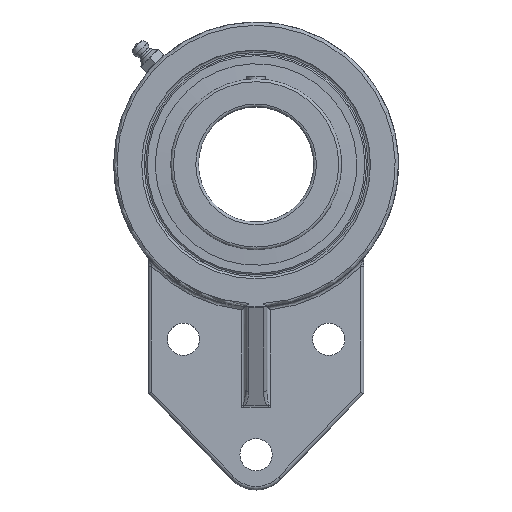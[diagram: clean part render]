
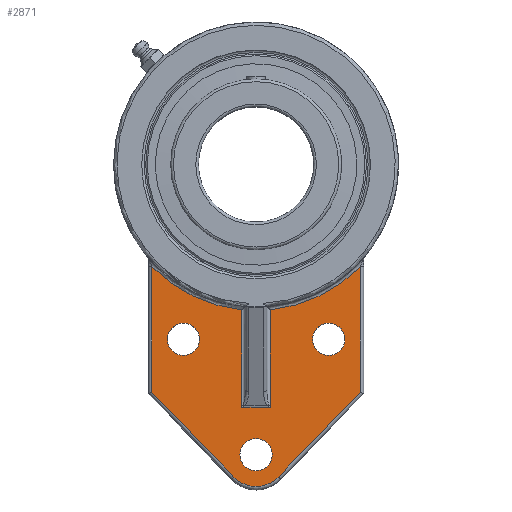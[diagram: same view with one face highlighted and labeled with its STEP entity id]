
A CAD part, top view. The second image highlights one B-rep face of the part: STEP entity #2871.
In plain terms, the highlighted planar face has unit normal (0, 0, 1).
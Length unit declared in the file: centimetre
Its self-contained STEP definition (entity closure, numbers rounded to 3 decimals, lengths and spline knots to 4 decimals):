
#1118=CARTESIAN_POINT('',(-0.527,-9.0263,1.85));
#1119=VERTEX_POINT('',#1118);
#1817=CARTESIAN_POINT('',(0.527,-9.0263,1.85));
#1818=VERTEX_POINT('',#1817);
#2020=CARTESIAN_POINT('',(-4.1397,-9.0263,1.85));
#2021=DIRECTION('',(1.,0.,-0.));
#2022=VECTOR('',#2021,8.2794);
#2023=LINE('',#2020,#2022);
#2024=EDGE_CURVE('',#1119,#1818,#2023,.T.);
#2037=CARTESIAN_POINT('',(0.527,-5.4014,1.85));
#2038=VERTEX_POINT('',#2037);
#2039=CARTESIAN_POINT('',(0.527,-12.2397,1.85));
#2040=DIRECTION('',(-0.,1.,0.));
#2041=VECTOR('',#2040,8.7117);
#2042=LINE('',#2039,#2041);
#2043=EDGE_CURVE('',#1818,#2038,#2042,.T.);
#2074=CARTESIAN_POINT('',(-0.527,-5.4014,1.85));
#2075=VERTEX_POINT('',#2074);
#2093=CARTESIAN_POINT('',(-0.527,-3.528,1.85));
#2094=DIRECTION('',(0.,-1.,0.));
#2095=VECTOR('',#2094,8.7117);
#2096=LINE('',#2093,#2095);
#2097=EDGE_CURVE('',#2075,#1119,#2096,.T.);
#2110=CARTESIAN_POINT('',(3.873,-3.8016,1.85));
#2111=VERTEX_POINT('',#2110);
#2119=CARTESIAN_POINT('',(3.873,-8.4648,1.85));
#2120=VERTEX_POINT('',#2119);
#2121=CARTESIAN_POINT('',(3.873,-3.3371,1.85));
#2122=DIRECTION('',(0.,-1.,0.));
#2123=VECTOR('',#2122,8.9026);
#2124=LINE('',#2121,#2123);
#2125=EDGE_CURVE('',#2111,#2120,#2124,.T.);
#2403=CARTESIAN_POINT('',(-0.8222,-11.624,1.85));
#2404=VERTEX_POINT('',#2403);
#2412=CARTESIAN_POINT('',(-3.873,-8.4648,1.85));
#2413=VERTEX_POINT('',#2412);
#2414=CARTESIAN_POINT('',(-0.2276,-12.2397,1.85));
#2415=DIRECTION('',(-0.695,0.719,0.));
#2416=VECTOR('',#2415,5.8857);
#2417=LINE('',#2414,#2416);
#2418=EDGE_CURVE('',#2404,#2413,#2417,.T.);
#2443=CARTESIAN_POINT('',(-3.873,-3.8016,1.85));
#2444=VERTEX_POINT('',#2443);
#2461=CARTESIAN_POINT('',(-3.873,-12.2397,1.85));
#2462=DIRECTION('',(0.,1.,-0.));
#2463=VECTOR('',#2462,8.9026);
#2464=LINE('',#2461,#2463);
#2465=EDGE_CURVE('',#2413,#2444,#2464,.T.);
#2710=CARTESIAN_POINT('',(0.8222,-11.624,1.85));
#2711=VERTEX_POINT('',#2710);
#2719=CARTESIAN_POINT('',(0.,-10.83,1.85));
#2720=DIRECTION('',(0.,-0.,-1.));
#2721=DIRECTION('',(0.,-1.,0.));
#2722=AXIS2_PLACEMENT_3D('',#2719,#2720,#2721);
#2723=CIRCLE('',#2722,1.143);
#2724=EDGE_CURVE('',#2711,#2404,#2723,.T.);
#2742=CARTESIAN_POINT('',(4.3161,-8.0059,1.85));
#2743=DIRECTION('',(-0.695,-0.719,0.));
#2744=VECTOR('',#2743,5.8857);
#2745=LINE('',#2742,#2744);
#2746=EDGE_CURVE('',#2120,#2711,#2745,.T.);
#2797=CARTESIAN_POINT('',(0.,0.,1.85));
#2798=DIRECTION('',(0.,0.,1.));
#2799=DIRECTION('',(0.449,-0.894,0.));
#2800=AXIS2_PLACEMENT_3D('',#2797,#2798,#2799);
#2801=CIRCLE('',#2800,5.427);
#2802=EDGE_CURVE('',#2038,#2111,#2801,.T.);
#2815=CARTESIAN_POINT('',(-0.,-3.1931,1.85));
#2816=DIRECTION('',(0.,0.,1.));
#2817=DIRECTION('',(1.,0.,0.));
#2818=AXIS2_PLACEMENT_3D('',#2815,#2816,#2817);
#2819=PLANE('',#2818);
#2820=CARTESIAN_POINT('',(2.1,-6.5,1.85));
#2821=VERTEX_POINT('',#2820);
#2822=CARTESIAN_POINT('',(2.7,-6.5,1.85));
#2823=DIRECTION('',(0.,0.,-1.));
#2824=DIRECTION('',(1.,0.,0.));
#2825=AXIS2_PLACEMENT_3D('',#2822,#2823,#2824);
#2826=CIRCLE('',#2825,0.6);
#2827=EDGE_CURVE('',#2821,#2821,#2826,.T.);
#2828=ORIENTED_EDGE('',*,*,#2827,.T.);
#2829=EDGE_LOOP('',(#2828));
#2830=FACE_BOUND('',#2829,.T.);
#2831=CARTESIAN_POINT('',(-0.6,-10.79,1.85));
#2832=VERTEX_POINT('',#2831);
#2833=CARTESIAN_POINT('',(0.,-10.79,1.85));
#2834=DIRECTION('',(0.,0.,-1.));
#2835=DIRECTION('',(1.,0.,0.));
#2836=AXIS2_PLACEMENT_3D('',#2833,#2834,#2835);
#2837=CIRCLE('',#2836,0.6);
#2838=EDGE_CURVE('',#2832,#2832,#2837,.T.);
#2839=ORIENTED_EDGE('',*,*,#2838,.T.);
#2840=EDGE_LOOP('',(#2839));
#2841=FACE_BOUND('',#2840,.T.);
#2842=CARTESIAN_POINT('',(-3.3,-6.5,1.85));
#2843=VERTEX_POINT('',#2842);
#2844=CARTESIAN_POINT('',(-2.7,-6.5,1.85));
#2845=DIRECTION('',(0.,0.,-1.));
#2846=DIRECTION('',(1.,0.,0.));
#2847=AXIS2_PLACEMENT_3D('',#2844,#2845,#2846);
#2848=CIRCLE('',#2847,0.6);
#2849=EDGE_CURVE('',#2843,#2843,#2848,.T.);
#2850=ORIENTED_EDGE('',*,*,#2849,.T.);
#2851=EDGE_LOOP('',(#2850));
#2852=FACE_BOUND('',#2851,.T.);
#2853=ORIENTED_EDGE('',*,*,#2043,.F.);
#2854=ORIENTED_EDGE('',*,*,#2024,.F.);
#2855=ORIENTED_EDGE('',*,*,#2097,.F.);
#2856=CARTESIAN_POINT('',(0.,0.,1.85));
#2857=DIRECTION('',(0.,0.,1.));
#2858=DIRECTION('',(-0.449,-0.894,0.));
#2859=AXIS2_PLACEMENT_3D('',#2856,#2857,#2858);
#2860=CIRCLE('',#2859,5.427);
#2861=EDGE_CURVE('',#2444,#2075,#2860,.T.);
#2862=ORIENTED_EDGE('',*,*,#2861,.F.);
#2863=ORIENTED_EDGE('',*,*,#2465,.F.);
#2864=ORIENTED_EDGE('',*,*,#2418,.F.);
#2865=ORIENTED_EDGE('',*,*,#2724,.F.);
#2866=ORIENTED_EDGE('',*,*,#2746,.F.);
#2867=ORIENTED_EDGE('',*,*,#2125,.F.);
#2868=ORIENTED_EDGE('',*,*,#2802,.F.);
#2869=EDGE_LOOP('',(#2853,#2854,#2855,#2862,#2863,#2864,#2865,#2866,#2867,#2868));
#2870=FACE_BOUND('',#2869,.T.);
#2871=ADVANCED_FACE('',(#2830,#2841,#2852,#2870),#2819,.T.);
